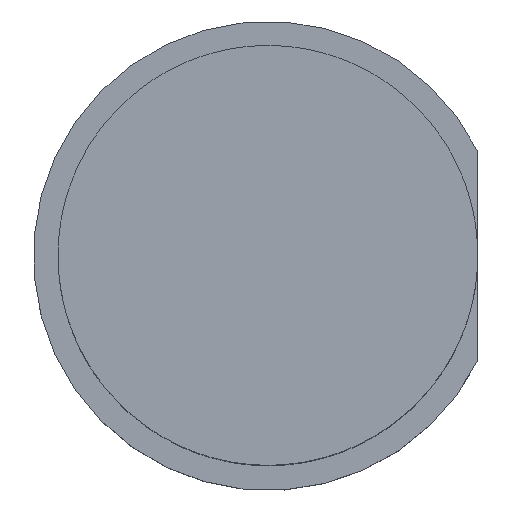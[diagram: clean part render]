
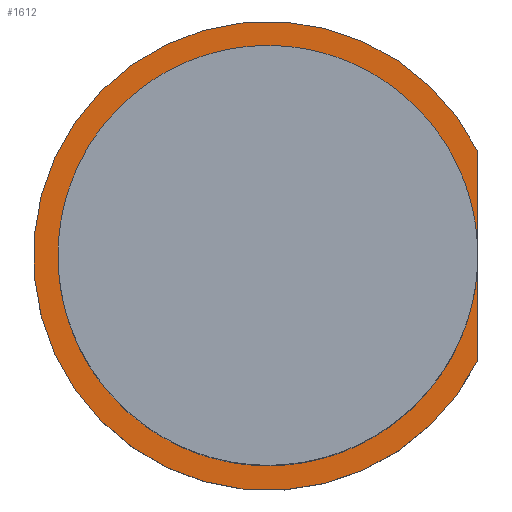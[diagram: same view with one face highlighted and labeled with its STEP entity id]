
A CAD part, top view. The second image highlights one B-rep face of the part: STEP entity #1612.
In plain terms, the highlighted planar face has unit normal (0, 0, 1).
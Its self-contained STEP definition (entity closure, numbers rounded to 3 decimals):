
#1467 = CYLINDRICAL_SURFACE('',#1468,2.85);
#1468 = AXIS2_PLACEMENT_3D('',#1469,#1470,#1471);
#1469 = CARTESIAN_POINT('',(0.,0.,3.38));
#1470 = DIRECTION('',(-0.,-0.,-1.));
#1471 = DIRECTION('',(1.,0.,0.));
#1492 = VERTEX_POINT('',#1493);
#1493 = CARTESIAN_POINT('',(2.55,1.273,4.63));
#1506 = PLANE('',#1507);
#1507 = AXIS2_PLACEMENT_3D('',#1508,#1509,#1510);
#1508 = CARTESIAN_POINT('',(2.55,-2.5,0.88));
#1509 = DIRECTION('',(1.,0.,0.));
#1510 = DIRECTION('',(0.,0.,1.));
#1517 = EDGE_CURVE('',#1492,#1518,#1520,.T.);
#1518 = VERTEX_POINT('',#1519);
#1519 = CARTESIAN_POINT('',(2.55,-1.273,4.63));
#1520 = SURFACE_CURVE('',#1521,(#1526,#1533),.PCURVE_S1.);
#1521 = CIRCLE('',#1522,2.85);
#1522 = AXIS2_PLACEMENT_3D('',#1523,#1524,#1525);
#1523 = CARTESIAN_POINT('',(0.,0.,4.63));
#1524 = DIRECTION('',(0.,0.,1.));
#1525 = DIRECTION('',(1.,0.,0.));
#1526 = PCURVE('',#1467,#1527);
#1527 = DEFINITIONAL_REPRESENTATION('',(#1528),#1532);
#1528 = LINE('',#1529,#1530);
#1529 = CARTESIAN_POINT('',(-0.,-1.25));
#1530 = VECTOR('',#1531,1.);
#1531 = DIRECTION('',(-1.,0.));
#1532 = ( GEOMETRIC_REPRESENTATION_CONTEXT(2) 
PARAMETRIC_REPRESENTATION_CONTEXT() REPRESENTATION_CONTEXT('2D SPACE',''
  ) );
#1533 = PCURVE('',#1534,#1539);
#1534 = PLANE('',#1535);
#1535 = AXIS2_PLACEMENT_3D('',#1536,#1537,#1538);
#1536 = CARTESIAN_POINT('',(0.,0.,4.63));
#1537 = DIRECTION('',(0.,0.,1.));
#1538 = DIRECTION('',(1.,0.,0.));
#1539 = DEFINITIONAL_REPRESENTATION('',(#1540),#1544);
#1540 = CIRCLE('',#1541,2.85);
#1541 = AXIS2_PLACEMENT_2D('',#1542,#1543);
#1542 = CARTESIAN_POINT('',(0.,0.));
#1543 = DIRECTION('',(1.,0.));
#1544 = ( GEOMETRIC_REPRESENTATION_CONTEXT(2) 
PARAMETRIC_REPRESENTATION_CONTEXT() REPRESENTATION_CONTEXT('2D SPACE',''
  ) );
#1592 = EDGE_CURVE('',#1518,#1492,#1593,.T.);
#1593 = SURFACE_CURVE('',#1594,(#1598,#1604),.PCURVE_S1.);
#1594 = LINE('',#1595,#1596);
#1595 = CARTESIAN_POINT('',(2.55,-1.25,4.63));
#1596 = VECTOR('',#1597,1.);
#1597 = DIRECTION('',(0.,1.,0.));
#1598 = PCURVE('',#1506,#1599);
#1599 = DEFINITIONAL_REPRESENTATION('',(#1600),#1603);
#1600 = B_SPLINE_CURVE_WITH_KNOTS('',1,(#1601,#1602),.UNSPECIFIED.,.F.,
  .F.,(2,2),(-1.25,3.75),.PIECEWISE_BEZIER_KNOTS.);
#1601 = CARTESIAN_POINT('',(3.75,0.));
#1602 = CARTESIAN_POINT('',(3.75,-5.));
#1603 = ( GEOMETRIC_REPRESENTATION_CONTEXT(2) 
PARAMETRIC_REPRESENTATION_CONTEXT() REPRESENTATION_CONTEXT('2D SPACE',''
  ) );
#1604 = PCURVE('',#1534,#1605);
#1605 = DEFINITIONAL_REPRESENTATION('',(#1606),#1609);
#1606 = B_SPLINE_CURVE_WITH_KNOTS('',1,(#1607,#1608),.UNSPECIFIED.,.F.,
  .F.,(2,2),(-1.25,3.75),.PIECEWISE_BEZIER_KNOTS.);
#1607 = CARTESIAN_POINT('',(2.55,-2.5));
#1608 = CARTESIAN_POINT('',(2.55,2.5));
#1609 = ( GEOMETRIC_REPRESENTATION_CONTEXT(2) 
PARAMETRIC_REPRESENTATION_CONTEXT() REPRESENTATION_CONTEXT('2D SPACE',''
  ) );
#1612 = ADVANCED_FACE('',(#1613),#1534,.T.);
#1613 = FACE_BOUND('',#1614,.T.);
#1614 = EDGE_LOOP('',(#1615,#1616));
#1615 = ORIENTED_EDGE('',*,*,#1592,.T.);
#1616 = ORIENTED_EDGE('',*,*,#1517,.T.);
